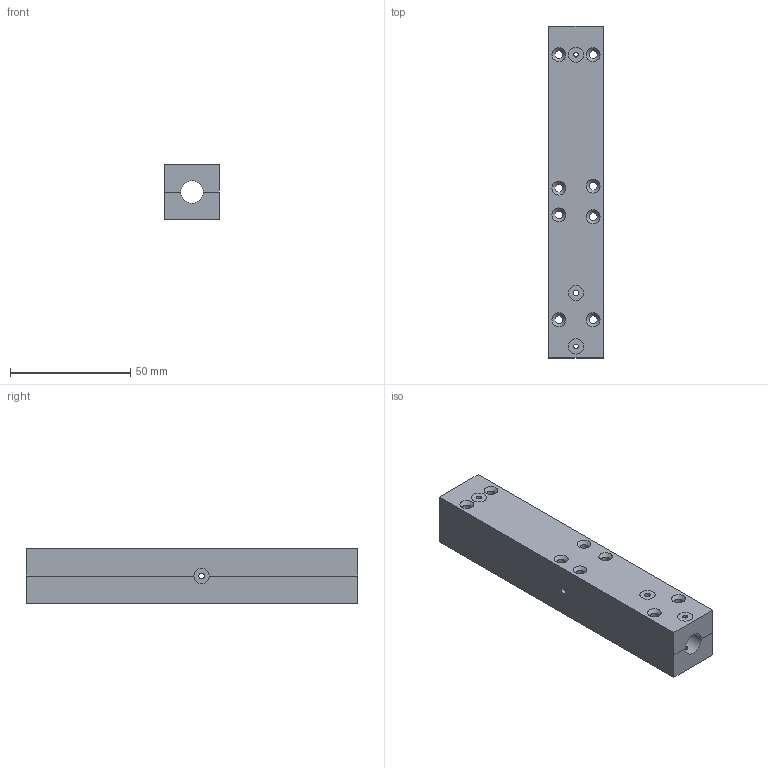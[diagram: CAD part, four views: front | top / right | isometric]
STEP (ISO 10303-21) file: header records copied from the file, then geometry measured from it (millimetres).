
FILE_DESCRIPTION(/* description */ ('OH-TOOL-001-1 - LDG GEAR SHAFT HOLE DRILL JIG'),/* implementation_level */ '2;1');
FILE_NAME(/* name */ 'OH-TOOL-001-1 - LDG GEAR SHAFT HOLE DRILL JIG_- (PRELIM)_v3.step',/* time_stamp */ '2023-11-21T18:38:31-07:00',/* author */ (''),/* organization */ (''),/* preprocessor_version */ 'ST-DEVELOPER v20',/* originating_system */ 'Autodesk Translation Framework v12.14.0.127',/* authorisation */ '');
FILE_SCHEMA (('AUTOMOTIVE_DESIGN { 1 0 10303 214 3 1 1 }'));
Length unit declared in the file: inch
Products named in the file (6): OH-TOOL-001-1; Drill Bushing A; Lower Jig; Upper Jig; Drill Bushing B; Drill Bushing C
Assembly tree (6 placements, depth 2):
  OH-TOOL-001-1
    Drill Bushing A
    Lower Jig
    Upper Jig
    Drill Bushing B  x2
    Drill Bushing C
Bounding box: 22.86 x 138.11 x 22.86 mm (x, y, z)
Volume: 58594.1 mm3; surface area: 24551.6 mm2
Topology: 6 solids, 6 shells, 184 faces, 492 edges, 323 vertices
Faces by surface type: plane 127, cylinder 41, cone 16
Full cylindrical faces by diameter (mm): 1.854 x2, 1.984 x2, 2.261 x2, 2.381 x2, 2.438 x1, 3.277 x16, 6.35 x7, 8.128 x1
Entity records: 6139 total; most frequent: CARTESIAN_POINT 1394, ORIENTED_EDGE 972, DIRECTION 927, EDGE_CURVE 486, VERTEX_POINT 319, AXIS2_PLACEMENT_3D 316, LINE 295, VECTOR 295
